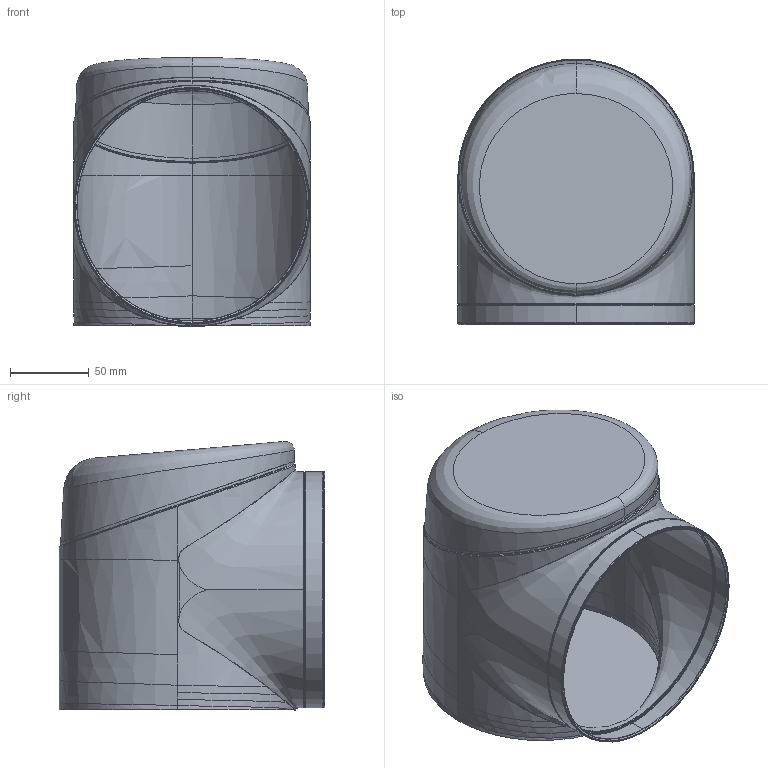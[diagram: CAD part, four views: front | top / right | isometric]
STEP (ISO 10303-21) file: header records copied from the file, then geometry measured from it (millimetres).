
FILE_DESCRIPTION(/* description */ (''),/* implementation_level */ '2;1');
FILE_NAME(/* name */ 'axe_1',/* time_stamp */ '2023-11-30T14:44:59+01:00',/* author */ (''),/* organization */ (''),/* preprocessor_version */ 'ST-DEVELOPER v16.5',/* originating_system */ 'Rhino 7.34',/* authorisation */ '');
FILE_SCHEMA (('CONFIG_CONTROL_DESIGN'));
Length unit declared in the file: millimetre
Products named in the file (1): RR_A1
Bounding box: 150.18 x 168.6 x 170.82 mm (x, y, z)
Surface area: 110082.3 mm2 (no closed solid volume)
Topology: 0 solids, 5 shells, 83 faces, 205 edges, 124 vertices
Faces by surface type: bspline 66, cylinder 10, plane 7
Entity records: 7278 total; most frequent: CARTESIAN_POINT 6081, ORIENTED_EDGE 380, EDGE_CURVE 203, VERTEX_POINT 124, EDGE_LOOP 84, B_SPLINE_CURVE_WITH_KNOTS 84, ADVANCED_FACE 83, FACE_OUTER_BOUND 83
